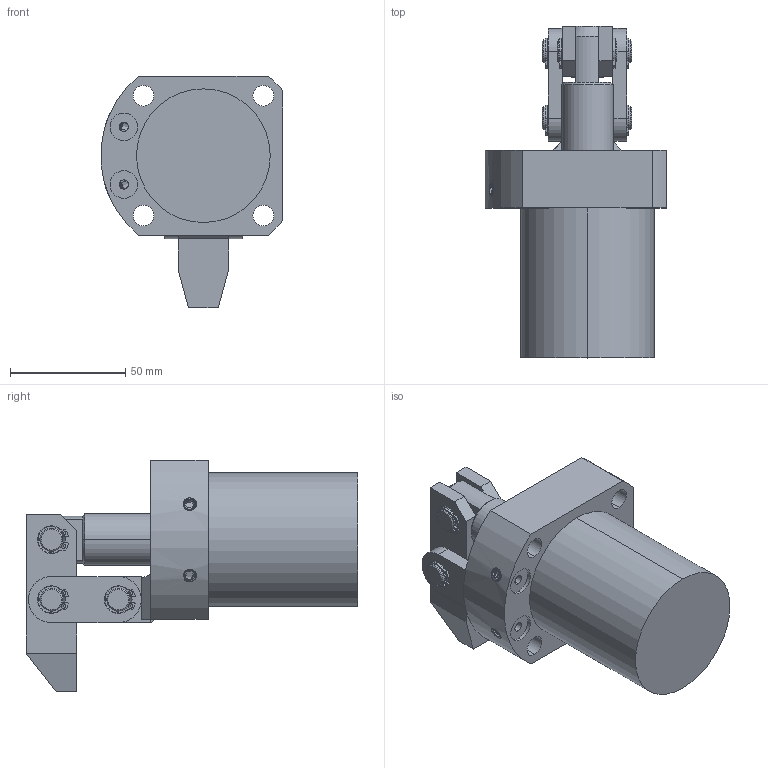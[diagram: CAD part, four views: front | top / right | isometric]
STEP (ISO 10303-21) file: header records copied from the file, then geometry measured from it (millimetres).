
FILE_DESCRIPTION (( 'STEP AP214' ), '1' );
FILE_NAME ('CHLC-FAM40L.STEP', '2019-11-25T06:26:52', ( 'Windows' ), ( 'Microsoft' ), 'SwSTEP 2.0', 'SolidWorks 2015', '' );
FILE_SCHEMA (( 'AUTOMOTIVE_DESIGN' ));
Length unit declared in the file: millimetre
Products named in the file (11): CHLC-40-03; CHLC-40-02; CHLC-40-01; CHLC-FAM40掛极; CHLC-FAM40L; M6LS; ZHICHENGKUAI; HANJIE; CHLC-40-08; CHLC-40-06; CHLC-40-04
Assembly tree (18 placements, depth 2):
  CHLC-FAM40L
    CHLC-FAM40掛极
    CHLC-40-01
    CHLC-40-02  x2
    CHLC-40-03  x2
    CHLC-40-04
    CHLC-40-06  x6
    CHLC-40-08
    HANJIE
    ZHICHENGKUAI
    M6LS  x2
Bounding box: 78.86 x 144 x 100.5 mm (x, y, z)
Volume: 318155.3 mm3; surface area: 73969.7 mm2
Topology: 20 solids, 20 shells, 541 faces, 1360 edges, 887 vertices
Faces by surface type: cylinder 256, plane 158, cone 66, bspline 61
Entity records: 21367 total; most frequent: CARTESIAN_POINT 9325, ORIENTED_EDGE 1712, DIRECTION 1416, EDGE_CURVE 856, VERTEX_POINT 556, AXIS2_PLACEMENT_3D 527, EDGE_LOOP 400, UNCERTAINTY_MEASURE_WITH_UNIT 374
